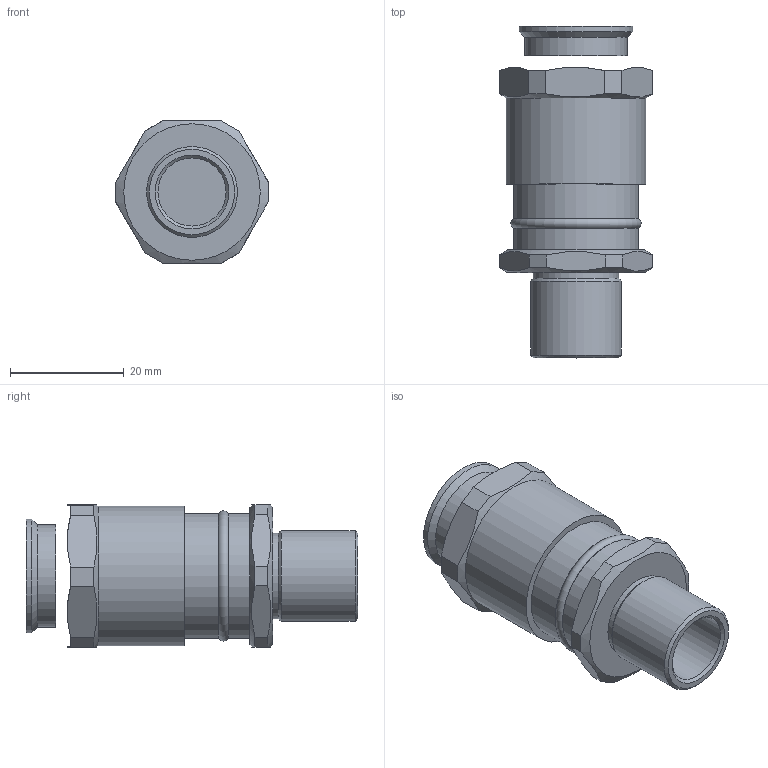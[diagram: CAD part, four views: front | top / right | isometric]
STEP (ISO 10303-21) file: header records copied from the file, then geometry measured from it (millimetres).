
FILE_DESCRIPTION(/* description */ ('','CAx-IF Rec.Pracs.---Representation and Presentation of Product Manufacturing Information (PMI)---4.0---2014-10-13'),/* implementation_level */ '2;1');
FILE_NAME(/* name */ 'ЗЭТАРУС ВКВБ1-M16-9-14.stp',/* time_stamp */ '2022-10-17T16:24:37+07:00',/* author */ ('zeta-09'),/* organization */ (''),/* preprocessor_version */ 'ST-DEVELOPER v18.1',/* originating_system */ 'Autodesk Inventor 2021',/* authorisation */ '');
FILE_SCHEMA (('AP242_MANAGED_MODEL_BASED_3D_ENGINEERING_MIM_LF { 1 0 10303 442 1 1 4 }'));
Length unit declared in the file: millimetre
Products named in the file (1): Деталь3
Bounding box: 26.91 x 58.38 x 25.12 mm (x, y, z)
Volume: 19729.6 mm3; surface area: 6974.8 mm2
Topology: 1 solids, 5 shells, 56 faces, 131 edges, 86 vertices
Faces by surface type: plane 35, cone 10, cylinder 9, torus 2
Full cylindrical faces by diameter (mm): 12 x1, 15 x2, 16 x1, 18 x1, 20 x1, 22 x2, 24.5 x1
Entity records: 1752 total; most frequent: CARTESIAN_POINT 395, ORIENTED_EDGE 258, DIRECTION 255, EDGE_CURVE 131, AXIS2_PLACEMENT_3D 106, VERTEX_POINT 86, EDGE_LOOP 61, FACE_OUTER_BOUND 56
